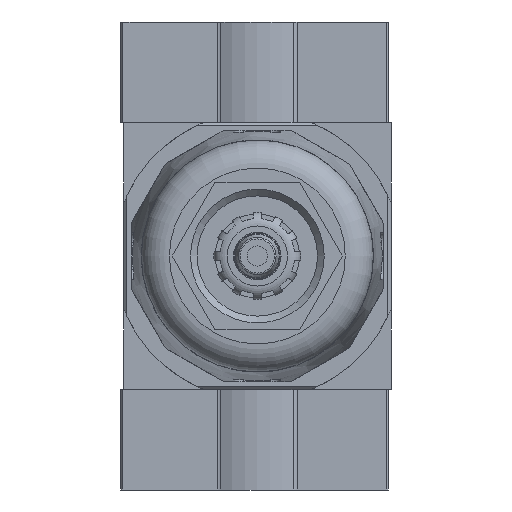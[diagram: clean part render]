
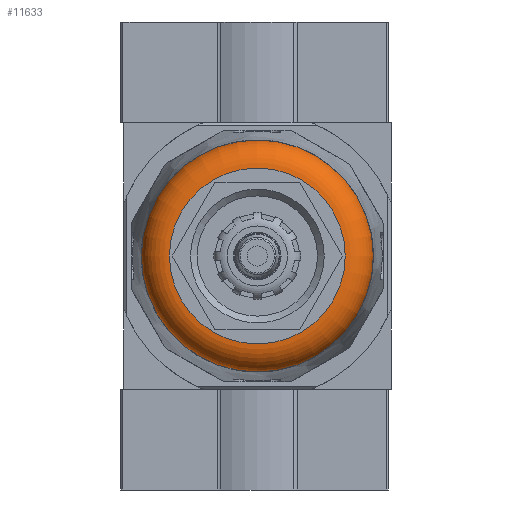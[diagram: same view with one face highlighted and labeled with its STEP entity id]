
A CAD part, front view. The second image highlights one B-rep face of the part: STEP entity #11633.
In plain terms, the highlighted toroidal (fillet/blend) face has major radius 13.15 mm and minor radius 4.2 mm.
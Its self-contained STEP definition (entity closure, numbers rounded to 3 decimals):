
#85=TOROIDAL_SURFACE('',#12445,13.15,4.2);
#2990=ORIENTED_EDGE('',*,*,#5007,.T.);
#2991=ORIENTED_EDGE('',*,*,#5006,.F.);
#5006=EDGE_CURVE('',#6082,#6082,#6771,.T.);
#5007=EDGE_CURVE('',#6083,#6083,#6772,.T.);
#6082=VERTEX_POINT('',#17323);
#6083=VERTEX_POINT('',#17326);
#6771=CIRCLE('',#12444,13.15);
#6772=CIRCLE('',#12446,17.35);
#7301=EDGE_LOOP('',(#2990));
#7302=EDGE_LOOP('',(#2991));
#8001=FACE_BOUND('',#7301,.T.);
#8002=FACE_BOUND('',#7302,.T.);
#11633=ADVANCED_FACE('',(#8001,#8002),#85,.T.);
#12444=AXIS2_PLACEMENT_3D('',#17322,#14231,#14232);
#12445=AXIS2_PLACEMENT_3D('',#17324,#14233,#14234);
#12446=AXIS2_PLACEMENT_3D('',#17325,#14235,#14236);
#14231=DIRECTION('',(0.,-1.,0.));
#14232=DIRECTION('',(0.,0.,-1.));
#14233=DIRECTION('',(0.,-1.,0.));
#14234=DIRECTION('',(0.,0.,-1.));
#14235=DIRECTION('',(0.,-1.,0.));
#14236=DIRECTION('',(0.,0.,-1.));
#17322=CARTESIAN_POINT('',(0.,-119.,0.));
#17323=CARTESIAN_POINT('',(0.,-119.,-13.15));
#17324=CARTESIAN_POINT('',(0.,-114.8,0.));
#17325=CARTESIAN_POINT('',(0.,-114.8,0.));
#17326=CARTESIAN_POINT('',(0.,-114.8,-17.35));
